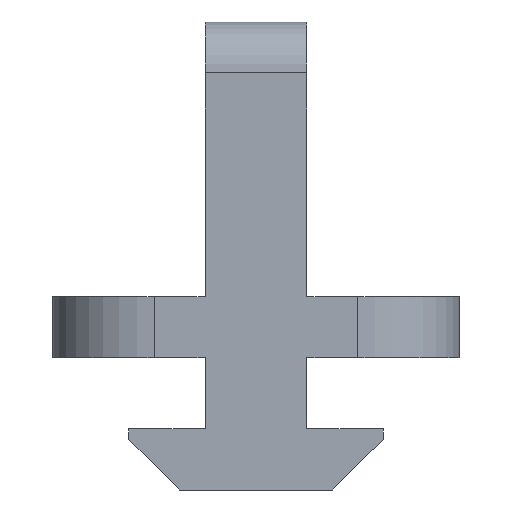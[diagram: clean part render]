
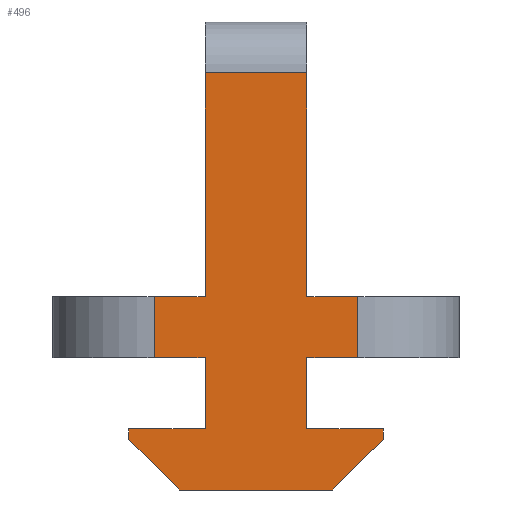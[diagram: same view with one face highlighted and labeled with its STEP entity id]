
A CAD part, left-side view. The second image highlights one B-rep face of the part: STEP entity #496.
In plain terms, the highlighted planar face has unit normal (-1, 0, 0).
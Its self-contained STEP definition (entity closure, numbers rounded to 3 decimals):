
#19=PLANE('',#549);
#42=FACE_OUTER_BOUND('',#68,.T.);
#68=EDGE_LOOP('',(#387,#388,#389,#390,#391,#392,#393,#394,#395,#396,#397,
#398,#399,#400,#401,#402,#403,#404));
#91=LINE('',#727,#151);
#111=LINE('',#775,#171);
#113=LINE('',#779,#173);
#116=LINE('',#786,#176);
#118=LINE('',#790,#178);
#119=LINE('',#792,#179);
#120=LINE('',#793,#180);
#121=LINE('',#795,#181);
#122=LINE('',#797,#182);
#123=LINE('',#799,#183);
#124=LINE('',#801,#184);
#125=LINE('',#803,#185);
#126=LINE('',#805,#186);
#127=LINE('',#807,#187);
#128=LINE('',#809,#188);
#129=LINE('',#811,#189);
#130=LINE('',#813,#190);
#131=LINE('',#814,#191);
#151=VECTOR('',#587,10.);
#171=VECTOR('',#621,10.);
#173=VECTOR('',#625,10.);
#176=VECTOR('',#632,10.);
#178=VECTOR('',#636,10.);
#179=VECTOR('',#637,10.);
#180=VECTOR('',#638,10.);
#181=VECTOR('',#639,10.);
#182=VECTOR('',#640,10.);
#183=VECTOR('',#641,10.);
#184=VECTOR('',#642,10.);
#185=VECTOR('',#643,10.);
#186=VECTOR('',#644,10.);
#187=VECTOR('',#645,10.);
#188=VECTOR('',#646,10.);
#189=VECTOR('',#647,10.);
#190=VECTOR('',#648,10.);
#191=VECTOR('',#649,10.);
#224=VERTEX_POINT('',#724);
#225=VERTEX_POINT('',#726);
#245=VERTEX_POINT('',#772);
#246=VERTEX_POINT('',#774);
#247=VERTEX_POINT('',#778);
#249=VERTEX_POINT('',#785);
#250=VERTEX_POINT('',#789);
#251=VERTEX_POINT('',#791);
#252=VERTEX_POINT('',#794);
#253=VERTEX_POINT('',#796);
#254=VERTEX_POINT('',#798);
#255=VERTEX_POINT('',#800);
#256=VERTEX_POINT('',#802);
#257=VERTEX_POINT('',#804);
#258=VERTEX_POINT('',#806);
#259=VERTEX_POINT('',#808);
#260=VERTEX_POINT('',#810);
#261=VERTEX_POINT('',#812);
#273=EDGE_CURVE('',#224,#225,#91,.T.);
#297=EDGE_CURVE('',#246,#245,#111,.T.);
#299=EDGE_CURVE('',#225,#247,#113,.T.);
#303=EDGE_CURVE('',#249,#247,#116,.T.);
#305=EDGE_CURVE('',#224,#250,#118,.T.);
#306=EDGE_CURVE('',#251,#250,#119,.T.);
#307=EDGE_CURVE('',#246,#251,#120,.T.);
#308=EDGE_CURVE('',#252,#245,#121,.T.);
#309=EDGE_CURVE('',#253,#252,#122,.T.);
#310=EDGE_CURVE('',#254,#253,#123,.T.);
#311=EDGE_CURVE('',#255,#254,#124,.T.);
#312=EDGE_CURVE('',#256,#255,#125,.T.);
#313=EDGE_CURVE('',#257,#256,#126,.T.);
#314=EDGE_CURVE('',#257,#258,#127,.T.);
#315=EDGE_CURVE('',#259,#258,#128,.T.);
#316=EDGE_CURVE('',#259,#260,#129,.T.);
#317=EDGE_CURVE('',#261,#260,#130,.T.);
#318=EDGE_CURVE('',#261,#249,#131,.T.);
#387=ORIENTED_EDGE('',*,*,#299,.F.);
#388=ORIENTED_EDGE('',*,*,#273,.F.);
#389=ORIENTED_EDGE('',*,*,#305,.T.);
#390=ORIENTED_EDGE('',*,*,#306,.F.);
#391=ORIENTED_EDGE('',*,*,#307,.F.);
#392=ORIENTED_EDGE('',*,*,#297,.T.);
#393=ORIENTED_EDGE('',*,*,#308,.F.);
#394=ORIENTED_EDGE('',*,*,#309,.F.);
#395=ORIENTED_EDGE('',*,*,#310,.F.);
#396=ORIENTED_EDGE('',*,*,#311,.F.);
#397=ORIENTED_EDGE('',*,*,#312,.F.);
#398=ORIENTED_EDGE('',*,*,#313,.F.);
#399=ORIENTED_EDGE('',*,*,#314,.T.);
#400=ORIENTED_EDGE('',*,*,#315,.F.);
#401=ORIENTED_EDGE('',*,*,#316,.T.);
#402=ORIENTED_EDGE('',*,*,#317,.F.);
#403=ORIENTED_EDGE('',*,*,#318,.T.);
#404=ORIENTED_EDGE('',*,*,#303,.T.);
#496=ADVANCED_FACE('',(#42),#19,.T.);
#549=AXIS2_PLACEMENT_3D('',#788,#634,#635);
#587=DIRECTION('',(0.,-1.,0.));
#621=DIRECTION('',(0.,1.,0.));
#625=DIRECTION('',(0.,0.,-1.));
#632=DIRECTION('',(0.,-1.,0.));
#634=DIRECTION('center_axis',(-1.,0.,0.));
#635=DIRECTION('ref_axis',(0.,-1.,0.));
#636=DIRECTION('',(0.,0.,1.));
#637=DIRECTION('',(0.,-1.,0.));
#638=DIRECTION('',(0.,0.,1.));
#639=DIRECTION('',(0.,0.,1.));
#640=DIRECTION('',(0.,1.,0.));
#641=DIRECTION('',(0.,0.,1.));
#642=DIRECTION('',(0.,-1.,0.));
#643=DIRECTION('',(0.,0.,1.));
#644=DIRECTION('',(0.,0.707,0.707));
#645=DIRECTION('',(0.,-1.,0.));
#646=DIRECTION('',(0.,0.707,-0.707));
#647=DIRECTION('',(0.,0.,1.));
#648=DIRECTION('',(0.,-1.,0.));
#649=DIRECTION('',(0.,0.,1.));
#724=CARTESIAN_POINT('',(-9.237,-0.629,3.8));
#726=CARTESIAN_POINT('',(-9.237,-1.629,3.8));
#727=CARTESIAN_POINT('',(-9.237,-0.629,3.8));
#772=CARTESIAN_POINT('',(-9.237,2.371,3.8));
#774=CARTESIAN_POINT('',(-9.237,1.371,3.8));
#775=CARTESIAN_POINT('',(-9.237,1.371,3.8));
#778=CARTESIAN_POINT('',(-9.237,-1.629,2.6));
#779=CARTESIAN_POINT('',(-9.237,-1.629,1.6));
#785=CARTESIAN_POINT('',(-9.237,-0.629,2.6));
#786=CARTESIAN_POINT('',(-9.237,-0.629,2.6));
#788=CARTESIAN_POINT('Origin',(-9.237,2.871,0.));
#789=CARTESIAN_POINT('',(-9.237,-0.629,8.2));
#790=CARTESIAN_POINT('',(-9.237,-0.629,1.2));
#791=CARTESIAN_POINT('',(-9.237,1.371,8.2));
#792=CARTESIAN_POINT('',(-9.237,1.621,8.2));
#793=CARTESIAN_POINT('',(-9.237,1.371,1.2));
#794=CARTESIAN_POINT('',(-9.237,2.371,2.6));
#795=CARTESIAN_POINT('',(-9.237,2.371,1.6));
#796=CARTESIAN_POINT('',(-9.237,1.371,2.6));
#797=CARTESIAN_POINT('',(-9.237,1.371,2.6));
#798=CARTESIAN_POINT('',(-9.237,1.371,1.2));
#799=CARTESIAN_POINT('',(-9.237,1.371,1.2));
#800=CARTESIAN_POINT('',(-9.237,2.871,1.2));
#801=CARTESIAN_POINT('',(-9.237,2.871,1.2));
#802=CARTESIAN_POINT('',(-9.237,2.871,1.));
#803=CARTESIAN_POINT('',(-9.237,2.871,0.));
#804=CARTESIAN_POINT('',(-9.237,1.871,0.));
#805=CARTESIAN_POINT('',(-9.237,2.371,0.5));
#806=CARTESIAN_POINT('',(-9.237,-1.129,0.));
#807=CARTESIAN_POINT('',(-9.237,2.871,0.));
#808=CARTESIAN_POINT('',(-9.237,-2.129,1.));
#809=CARTESIAN_POINT('',(-9.237,-0.379,-0.75));
#810=CARTESIAN_POINT('',(-9.237,-2.129,1.2));
#811=CARTESIAN_POINT('',(-9.237,-2.129,0.));
#812=CARTESIAN_POINT('',(-9.237,-0.629,1.2));
#813=CARTESIAN_POINT('',(-9.237,2.871,1.2));
#814=CARTESIAN_POINT('',(-9.237,-0.629,1.2));
